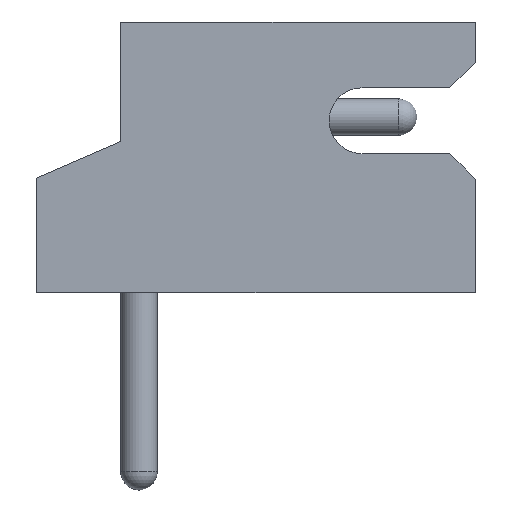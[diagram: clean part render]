
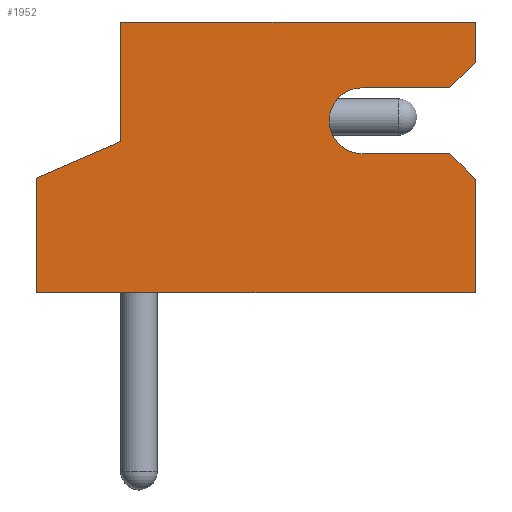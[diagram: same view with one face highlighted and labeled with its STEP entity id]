
A CAD part, front view. The second image highlights one B-rep face of the part: STEP entity #1952.
In plain terms, the highlighted planar face has unit normal (0, -1, 0).
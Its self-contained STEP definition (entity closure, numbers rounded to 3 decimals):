
#85=PLANE('',#2134);
#198=FACE_OUTER_BOUND('',#303,.T.);
#303=EDGE_LOOP('',(#1736,#1737,#1738,#1739,#1740,#1741,#1742,#1743,#1744,
#1745,#1746,#1747));
#380=LINE('',#2942,#591);
#389=LINE('',#2960,#600);
#443=LINE('',#3068,#654);
#455=LINE('',#3092,#666);
#459=LINE('',#3100,#670);
#461=LINE('',#3103,#672);
#499=LINE('',#3186,#710);
#507=LINE('',#3199,#718);
#513=LINE('',#3213,#724);
#516=LINE('',#3219,#727);
#518=LINE('',#3225,#729);
#591=VECTOR('',#2410,10.);
#600=VECTOR('',#2425,10.);
#654=VECTOR('',#2523,10.);
#666=VECTOR('',#2537,10.);
#670=VECTOR('',#2545,10.);
#672=VECTOR('',#2549,10.);
#710=VECTOR('',#2619,10.);
#718=VECTOR('',#2633,10.);
#724=VECTOR('',#2643,10.);
#727=VECTOR('',#2648,10.);
#729=VECTOR('',#2658,10.);
#800=CIRCLE('',#2133,0.45);
#896=VERTEX_POINT('',#2939);
#897=VERTEX_POINT('',#2941);
#903=VERTEX_POINT('',#2959);
#934=VERTEX_POINT('',#3065);
#935=VERTEX_POINT('',#3067);
#946=VERTEX_POINT('',#3091);
#948=VERTEX_POINT('',#3099);
#976=VERTEX_POINT('',#3183);
#977=VERTEX_POINT('',#3185);
#984=VERTEX_POINT('',#3210);
#985=VERTEX_POINT('',#3212);
#987=VERTEX_POINT('',#3218);
#1113=EDGE_CURVE('',#896,#897,#380,.T.);
#1122=EDGE_CURVE('',#903,#897,#389,.T.);
#1176=EDGE_CURVE('',#934,#935,#443,.T.);
#1188=EDGE_CURVE('',#946,#903,#455,.T.);
#1192=EDGE_CURVE('',#948,#946,#459,.T.);
#1194=EDGE_CURVE('',#934,#948,#461,.T.);
#1234=EDGE_CURVE('',#977,#976,#499,.T.);
#1242=EDGE_CURVE('',#896,#977,#507,.T.);
#1248=EDGE_CURVE('',#985,#984,#513,.T.);
#1251=EDGE_CURVE('',#987,#985,#516,.T.);
#1254=EDGE_CURVE('',#976,#987,#800,.T.);
#1255=EDGE_CURVE('',#935,#984,#518,.T.);
#1736=ORIENTED_EDGE('',*,*,#1242,.T.);
#1737=ORIENTED_EDGE('',*,*,#1234,.T.);
#1738=ORIENTED_EDGE('',*,*,#1254,.T.);
#1739=ORIENTED_EDGE('',*,*,#1251,.T.);
#1740=ORIENTED_EDGE('',*,*,#1248,.T.);
#1741=ORIENTED_EDGE('',*,*,#1255,.F.);
#1742=ORIENTED_EDGE('',*,*,#1176,.F.);
#1743=ORIENTED_EDGE('',*,*,#1194,.T.);
#1744=ORIENTED_EDGE('',*,*,#1192,.T.);
#1745=ORIENTED_EDGE('',*,*,#1188,.T.);
#1746=ORIENTED_EDGE('',*,*,#1122,.T.);
#1747=ORIENTED_EDGE('',*,*,#1113,.F.);
#1952=ADVANCED_FACE('',(#198),#85,.T.);
#2133=AXIS2_PLACEMENT_3D('',#3223,#2654,#2655);
#2134=AXIS2_PLACEMENT_3D('',#3224,#2656,#2657);
#2410=DIRECTION('',(0.,0.,-1.));
#2425=DIRECTION('',(1.,0.,0.));
#2523=DIRECTION('',(1.,0.,0.));
#2537=DIRECTION('',(0.,0.,-1.));
#2545=DIRECTION('',(-0.917,0.,-0.399));
#2549=DIRECTION('',(0.,0.,-1.));
#2619=DIRECTION('',(-1.,0.,0.));
#2633=DIRECTION('',(-0.707,0.,0.707));
#2643=DIRECTION('',(0.707,0.,0.707));
#2648=DIRECTION('',(1.,0.,0.));
#2654=DIRECTION('center_axis',(0.,1.,0.));
#2655=DIRECTION('ref_axis',(0.,0.,1.));
#2656=DIRECTION('center_axis',(0.,-1.,0.));
#2657=DIRECTION('ref_axis',(0.,0.,-1.));
#2658=DIRECTION('',(0.,0.,-1.));
#2939=CARTESIAN_POINT('',(4.6,-1.5,1.55));
#2941=CARTESIAN_POINT('',(4.6,-1.5,0.));
#2942=CARTESIAN_POINT('',(4.6,-1.5,3.7));
#2959=CARTESIAN_POINT('',(-1.4,-1.5,0.));
#2960=CARTESIAN_POINT('',(0.,-1.5,0.));
#3065=CARTESIAN_POINT('',(-0.25,-1.5,3.7));
#3067=CARTESIAN_POINT('',(4.6,-1.5,3.7));
#3068=CARTESIAN_POINT('',(0.,-1.5,3.7));
#3091=CARTESIAN_POINT('',(-1.4,-1.5,1.565));
#3092=CARTESIAN_POINT('',(-1.4,-1.5,3.7));
#3099=CARTESIAN_POINT('',(-0.25,-1.5,2.065));
#3100=CARTESIAN_POINT('',(-0.25,-1.5,2.065));
#3103=CARTESIAN_POINT('',(-0.25,-1.5,3.7));
#3183=CARTESIAN_POINT('',(3.05,-1.5,1.9));
#3185=CARTESIAN_POINT('',(4.25,-1.5,1.9));
#3186=CARTESIAN_POINT('',(2.125,-1.5,1.9));
#3199=CARTESIAN_POINT('',(2.913,-1.5,3.238));
#3210=CARTESIAN_POINT('',(4.6,-1.5,3.15));
#3212=CARTESIAN_POINT('',(4.25,-1.5,2.8));
#3213=CARTESIAN_POINT('',(3.413,-1.5,1.963));
#3218=CARTESIAN_POINT('',(3.05,-1.5,2.8));
#3219=CARTESIAN_POINT('',(1.525,-1.5,2.8));
#3223=CARTESIAN_POINT('Origin',(3.05,-1.5,2.35));
#3224=CARTESIAN_POINT('Origin',(0.,-1.5,3.7));
#3225=CARTESIAN_POINT('',(4.6,-1.5,3.7));
